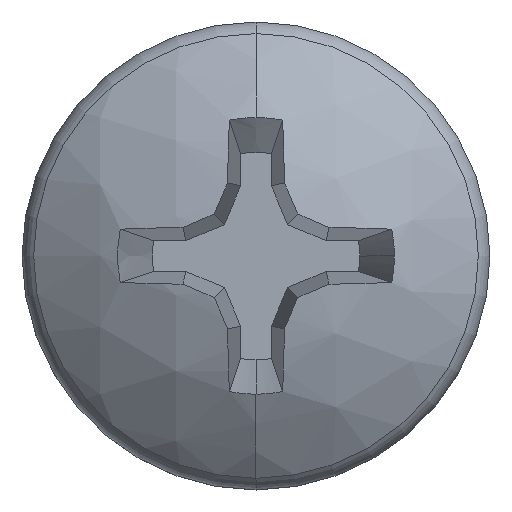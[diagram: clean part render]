
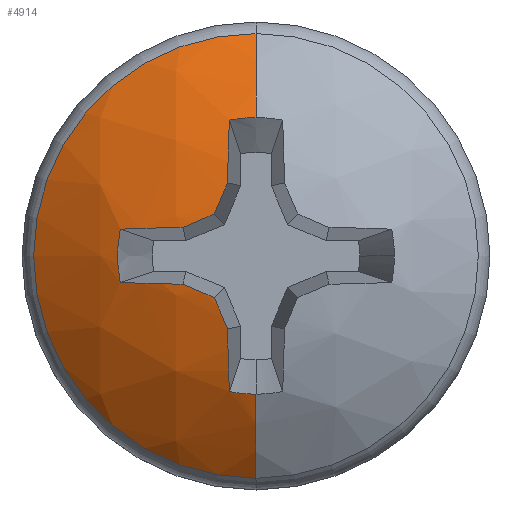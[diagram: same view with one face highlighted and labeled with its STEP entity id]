
A CAD part, top view. The second image highlights one B-rep face of the part: STEP entity #4914.
In plain terms, the highlighted spherical face has radius 5.8 mm.
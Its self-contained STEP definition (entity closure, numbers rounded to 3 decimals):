
#8 = VERTEX_POINT ( 'NONE', #6151 ) ;
#136 = DIRECTION ( 'NONE',  ( 0., 0., 1. ) ) ;
#140 = CIRCLE ( 'NONE', #9406, 5.8 ) ;
#506 = AXIS2_PLACEMENT_3D ( 'NONE', #10582, #136, #9670 ) ;
#681 = DIRECTION ( 'NONE',  ( 0., 0., 1. ) ) ;
#689 = VERTEX_POINT ( 'NONE', #9519 ) ;
#719 = DIRECTION ( 'NONE',  ( 0., -1., 0. ) ) ;
#730 = AXIS2_PLACEMENT_3D ( 'NONE', #5226, #6101, #6147 ) ;
#789 = ORIENTED_EDGE ( 'NONE', *, *, #5583, .F. ) ;
#796 = ORIENTED_EDGE ( 'NONE', *, *, #5897, .F. ) ;
#829 = AXIS2_PLACEMENT_3D ( 'NONE', #9152, #681, #719 ) ;
#871 = DIRECTION ( 'NONE',  ( -1., 0., 0. ) ) ;
#1026 = AXIS2_PLACEMENT_3D ( 'NONE', #7707, #1134, #2073 ) ;
#1134 = DIRECTION ( 'NONE',  ( 0.92, -0.381, 0.087 ) ) ;
#1165 = CARTESIAN_POINT ( 'NONE',  ( 0.007, 0., 27.401 ) ) ;
#1226 = ORIENTED_EDGE ( 'NONE', *, *, #6382, .F. ) ;
#1411 = AXIS2_PLACEMENT_3D ( 'NONE', #9267, #12021, #8306 ) ;
#1458 = DIRECTION ( 'NONE',  ( 0., 1., 0. ) ) ;
#1472 = EDGE_CURVE ( 'NONE', #4028, #4083, #12139, .T. ) ;
#1530 = VERTEX_POINT ( 'NONE', #5124 ) ;
#1552 = VERTEX_POINT ( 'NONE', #6875 ) ;
#1633 = ORIENTED_EDGE ( 'NONE', *, *, #11485, .F. ) ;
#1643 = AXIS2_PLACEMENT_3D ( 'NONE', #10500, #8726, #11417 ) ;
#1835 = SPHERICAL_SURFACE ( 'NONE', #9553, 5.8 ) ;
#1844 = EDGE_CURVE ( 'NONE', #9608, #2674, #6630, .T. ) ;
#1874 = CARTESIAN_POINT ( 'NONE',  ( 0., 0., 27.4 ) ) ;
#1878 = ORIENTED_EDGE ( 'NONE', *, *, #7103, .T. ) ;
#1901 = CARTESIAN_POINT ( 'NONE',  ( -0.456, 2.321, 32.696 ) ) ;
#1999 = VERTEX_POINT ( 'NONE', #12286 ) ;
#2073 = DIRECTION ( 'NONE',  ( 0.383, 0.924, 0. ) ) ;
#2169 = CIRCLE ( 'NONE', #10395, 5.8 ) ;
#2224 = CIRCLE ( 'NONE', #730, 5.784 ) ;
#2355 = EDGE_CURVE ( 'NONE', #3582, #1552, #7216, .T. ) ;
#2412 = AXIS2_PLACEMENT_3D ( 'NONE', #7350, #9312, #3615 ) ;
#2420 = DIRECTION ( 'NONE',  ( 0., 0.996, 0.087 ) ) ;
#2467 = CARTESIAN_POINT ( 'NONE',  ( -0.397, -0.164, 27.362 ) ) ;
#2659 = CARTESIAN_POINT ( 'NONE',  ( 0., 2.365, 32.696 ) ) ;
#2674 = VERTEX_POINT ( 'NONE', #7683 ) ;
#2796 = EDGE_CURVE ( 'NONE', #1552, #9608, #2169, .T. ) ;
#2877 = EDGE_CURVE ( 'NONE', #8, #4028, #5402, .T. ) ;
#2995 = VERTEX_POINT ( 'NONE', #7265 ) ;
#3112 = VERTEX_POINT ( 'NONE', #2659 ) ;
#3480 = CARTESIAN_POINT ( 'NONE',  ( 0., 0., 32.696 ) ) ;
#3582 = VERTEX_POINT ( 'NONE', #8385 ) ;
#3589 = CARTESIAN_POINT ( 'NONE',  ( 0., 0., 27.4 ) ) ;
#3615 = DIRECTION ( 'NONE',  ( 0., 0., -1. ) ) ;
#4028 = VERTEX_POINT ( 'NONE', #7205 ) ;
#4083 = VERTEX_POINT ( 'NONE', #11153 ) ;
#4307 = CARTESIAN_POINT ( 'NONE',  ( -2.321, 0.456, 32.696 ) ) ;
#4464 = DIRECTION ( 'NONE',  ( 0., 0., 1. ) ) ;
#4480 = EDGE_CURVE ( 'NONE', #689, #1999, #7618, .T. ) ;
#4782 = DIRECTION ( 'NONE',  ( 0., -0.996, 0.087 ) ) ;
#4914 = ADVANCED_FACE ( 'NONE', ( #5843 ), #1835, .T. ) ;
#5124 = CARTESIAN_POINT ( 'NONE',  ( 0., 3.802, 31.78 ) ) ;
#5226 = CARTESIAN_POINT ( 'NONE',  ( -0.164, -0.397, 27.362 ) ) ;
#5402 = CIRCLE ( 'NONE', #1026, 5.784 ) ;
#5544 = CIRCLE ( 'NONE', #11113, 5.8 ) ;
#5583 = EDGE_CURVE ( 'NONE', #1999, #3582, #2224, .T. ) ;
#5801 = ORIENTED_EDGE ( 'NONE', *, *, #8810, .F. ) ;
#5843 = FACE_OUTER_BOUND ( 'NONE', #7804, .T. ) ;
#5897 = EDGE_CURVE ( 'NONE', #3112, #7419, #10536, .T. ) ;
#5981 = CIRCLE ( 'NONE', #2412, 5.8 ) ;
#6101 = DIRECTION ( 'NONE',  ( 0.381, 0.92, 0.087 ) ) ;
#6147 = DIRECTION ( 'NONE',  ( -0.924, 0.383, 0. ) ) ;
#6151 = CARTESIAN_POINT ( 'NONE',  ( -0.486, 1.247, 33.043 ) ) ;
#6382 = EDGE_CURVE ( 'NONE', #4083, #7737, #140, .T. ) ;
#6463 = DIRECTION ( 'NONE',  ( -1., 0., 0. ) ) ;
#6630 = CIRCLE ( 'NONE', #9903, 2.365 ) ;
#6657 = DIRECTION ( 'NONE',  ( 0., -0.087, -0.996 ) ) ;
#6694 = ORIENTED_EDGE ( 'NONE', *, *, #4480, .F. ) ;
#6851 = ORIENTED_EDGE ( 'NONE', *, *, #2877, .F. ) ;
#6875 = CARTESIAN_POINT ( 'NONE',  ( -0.486, -1.247, 33.043 ) ) ;
#7103 = EDGE_CURVE ( 'NONE', #1530, #2995, #8588, .T. ) ;
#7205 = CARTESIAN_POINT ( 'NONE',  ( -0.714, 0.714, 33.111 ) ) ;
#7216 = CIRCLE ( 'NONE', #10875, 5.784 ) ;
#7265 = CARTESIAN_POINT ( 'NONE',  ( 0., -3.802, 31.78 ) ) ;
#7350 = CARTESIAN_POINT ( 'NONE',  ( 0., 0., 27.4 ) ) ;
#7419 = VERTEX_POINT ( 'NONE', #1901 ) ;
#7618 = CIRCLE ( 'NONE', #10023, 5.8 ) ;
#7671 = CIRCLE ( 'NONE', #10936, 2.365 ) ;
#7683 = CARTESIAN_POINT ( 'NONE',  ( 0., -2.365, 32.696 ) ) ;
#7707 = CARTESIAN_POINT ( 'NONE',  ( -0.397, 0.164, 27.362 ) ) ;
#7737 = VERTEX_POINT ( 'NONE', #4307 ) ;
#7804 = EDGE_LOOP ( 'NONE', ( #1878, #11169, #11483, #9208, #11200, #789, #6694, #7927, #1226, #8681, #6851, #5801, #796, #1633 ) ) ;
#7853 = EDGE_CURVE ( 'NONE', #7737, #689, #7671, .T. ) ;
#7874 = DIRECTION ( 'NONE',  ( 0.087, 0., -0.996 ) ) ;
#7927 = ORIENTED_EDGE ( 'NONE', *, *, #7853, .F. ) ;
#8121 = DIRECTION ( 'NONE',  ( 0.92, 0.381, 0.087 ) ) ;
#8306 = DIRECTION ( 'NONE',  ( 0.087, 0., -0.996 ) ) ;
#8385 = CARTESIAN_POINT ( 'NONE',  ( -0.714, -0.714, 33.111 ) ) ;
#8510 = DIRECTION ( 'NONE',  ( 0., -1., 0. ) ) ;
#8545 = CARTESIAN_POINT ( 'NONE',  ( 0., -0.007, 27.401 ) ) ;
#8588 = CIRCLE ( 'NONE', #829, 3.802 ) ;
#8681 = ORIENTED_EDGE ( 'NONE', *, *, #1472, .F. ) ;
#8726 = DIRECTION ( 'NONE',  ( 0.381, -0.92, 0.087 ) ) ;
#8805 = CARTESIAN_POINT ( 'NONE',  ( -0.456, -2.321, 32.696 ) ) ;
#8810 = EDGE_CURVE ( 'NONE', #7419, #8, #10636, .T. ) ;
#9128 = DIRECTION ( 'NONE',  ( -0.383, 0.924, 0. ) ) ;
#9152 = CARTESIAN_POINT ( 'NONE',  ( 0., 0., 31.78 ) ) ;
#9208 = ORIENTED_EDGE ( 'NONE', *, *, #2796, .F. ) ;
#9267 = CARTESIAN_POINT ( 'NONE',  ( 0.007, 0., 27.401 ) ) ;
#9312 = DIRECTION ( 'NONE',  ( 1., 0., 0. ) ) ;
#9330 = DIRECTION ( 'NONE',  ( 0., 1., 0. ) ) ;
#9406 = AXIS2_PLACEMENT_3D ( 'NONE', #8545, #4782, #6657 ) ;
#9519 = CARTESIAN_POINT ( 'NONE',  ( -2.321, -0.456, 32.696 ) ) ;
#9553 = AXIS2_PLACEMENT_3D ( 'NONE', #3589, #6463, #9330 ) ;
#9608 = VERTEX_POINT ( 'NONE', #8805 ) ;
#9670 = DIRECTION ( 'NONE',  ( -1., 0., 0. ) ) ;
#9756 = DIRECTION ( 'NONE',  ( 0.996, 0., 0.087 ) ) ;
#9903 = AXIS2_PLACEMENT_3D ( 'NONE', #11844, #10869, #1458 ) ;
#10023 = AXIS2_PLACEMENT_3D ( 'NONE', #10800, #2420, #11771 ) ;
#10040 = EDGE_CURVE ( 'NONE', #2995, #2674, #5544, .T. ) ;
#10203 = DIRECTION ( 'NONE',  ( -1., 0., 0. ) ) ;
#10395 = AXIS2_PLACEMENT_3D ( 'NONE', #1165, #9756, #7874 ) ;
#10500 = CARTESIAN_POINT ( 'NONE',  ( -0.164, 0.397, 27.362 ) ) ;
#10536 = CIRCLE ( 'NONE', #506, 2.365 ) ;
#10582 = CARTESIAN_POINT ( 'NONE',  ( 0., 0., 32.696 ) ) ;
#10636 = CIRCLE ( 'NONE', #1411, 5.8 ) ;
#10800 = CARTESIAN_POINT ( 'NONE',  ( 0., 0.007, 27.401 ) ) ;
#10869 = DIRECTION ( 'NONE',  ( 0., 0., 1. ) ) ;
#10875 = AXIS2_PLACEMENT_3D ( 'NONE', #2467, #8121, #9128 ) ;
#10936 = AXIS2_PLACEMENT_3D ( 'NONE', #3480, #4464, #10203 ) ;
#11113 = AXIS2_PLACEMENT_3D ( 'NONE', #1874, #871, #8510 ) ;
#11153 = CARTESIAN_POINT ( 'NONE',  ( -1.247, 0.486, 33.043 ) ) ;
#11169 = ORIENTED_EDGE ( 'NONE', *, *, #10040, .T. ) ;
#11200 = ORIENTED_EDGE ( 'NONE', *, *, #2355, .F. ) ;
#11417 = DIRECTION ( 'NONE',  ( 0.924, 0.383, 0. ) ) ;
#11483 = ORIENTED_EDGE ( 'NONE', *, *, #1844, .F. ) ;
#11485 = EDGE_CURVE ( 'NONE', #1530, #3112, #5981, .T. ) ;
#11771 = DIRECTION ( 'NONE',  ( 0., -0.087, 0.996 ) ) ;
#11844 = CARTESIAN_POINT ( 'NONE',  ( 0., 0., 32.696 ) ) ;
#12021 = DIRECTION ( 'NONE',  ( 0.996, 0., 0.087 ) ) ;
#12139 = CIRCLE ( 'NONE', #1643, 5.784 ) ;
#12286 = CARTESIAN_POINT ( 'NONE',  ( -1.247, -0.486, 33.043 ) ) ;
